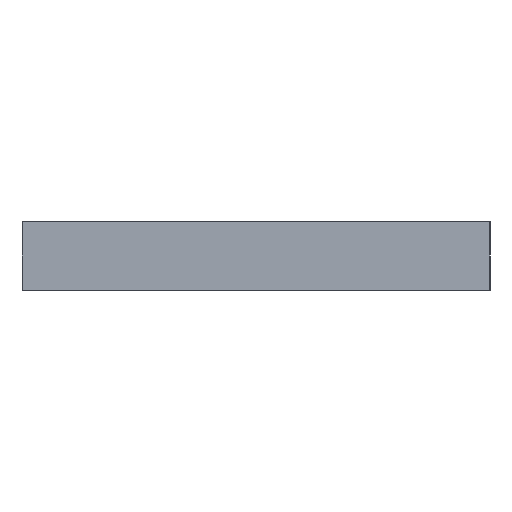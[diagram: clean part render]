
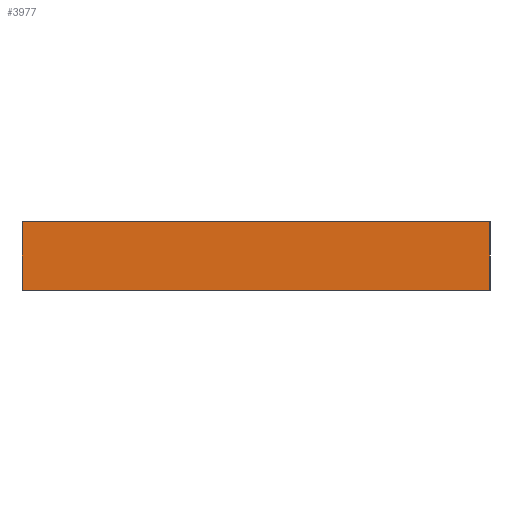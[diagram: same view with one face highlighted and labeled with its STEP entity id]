
A CAD part, left-side view. The second image highlights one B-rep face of the part: STEP entity #3977.
In plain terms, the highlighted planar face has unit normal (-1, 0, 0).
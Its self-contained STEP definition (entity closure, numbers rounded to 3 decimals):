
#4 = AXIS2_PLACEMENT_3D ( 'NONE', #3904, #3881, #3733 ) ;
#401 = VECTOR ( 'NONE', #2609, 1000. ) ;
#451 = CARTESIAN_POINT ( 'NONE',  ( -500., 10.25, 3. ) ) ;
#509 = CARTESIAN_POINT ( 'NONE',  ( -500., 10.25, 0. ) ) ;
#553 = CARTESIAN_POINT ( 'NONE',  ( -500., -10.25, 3. ) ) ;
#606 = LINE ( 'NONE', #2133, #401 ) ;
#671 = VECTOR ( 'NONE', #3382, 1000. ) ;
#762 = DIRECTION ( 'NONE',  ( 0., 0., -1. ) ) ;
#803 = ORIENTED_EDGE ( 'NONE', *, *, #2676, .T. ) ;
#811 = LINE ( 'NONE', #1969, #671 ) ;
#1073 = VECTOR ( 'NONE', #762, 1000. ) ;
#1224 = LINE ( 'NONE', #451, #1073 ) ;
#1418 = ORIENTED_EDGE ( 'NONE', *, *, #2727, .T. ) ;
#1527 = ORIENTED_EDGE ( 'NONE', *, *, #2847, .F. ) ;
#1825 = CARTESIAN_POINT ( 'NONE',  ( -500., 10.25, 3. ) ) ;
#1969 = CARTESIAN_POINT ( 'NONE',  ( -500., -10.25, 0. ) ) ;
#1978 = FACE_OUTER_BOUND ( 'NONE', #3712, .T. ) ;
#2133 = CARTESIAN_POINT ( 'NONE',  ( -500., -10.25, 3. ) ) ;
#2609 = DIRECTION ( 'NONE',  ( 0., 0., -1. ) ) ;
#2648 = VERTEX_POINT ( 'NONE', #553 ) ;
#2676 = EDGE_CURVE ( 'NONE', #3043, #3819, #1224, .T. ) ;
#2727 = EDGE_CURVE ( 'NONE', #3819, #2829, #811, .T. ) ;
#2758 = EDGE_CURVE ( 'NONE', #2648, #2829, #606, .T. ) ;
#2829 = VERTEX_POINT ( 'NONE', #3626 ) ;
#2847 = EDGE_CURVE ( 'NONE', #3043, #2648, #4027, .T. ) ;
#3043 = VERTEX_POINT ( 'NONE', #1825 ) ;
#3047 = DIRECTION ( 'NONE',  ( 0., -1., 0. ) ) ;
#3138 = CARTESIAN_POINT ( 'NONE',  ( -500., -10.25, 3. ) ) ;
#3382 = DIRECTION ( 'NONE',  ( 0., -1., 0. ) ) ;
#3626 = CARTESIAN_POINT ( 'NONE',  ( -500., -10.25, 0. ) ) ;
#3712 = EDGE_LOOP ( 'NONE', ( #1418, #4122, #1527, #803 ) ) ;
#3733 = DIRECTION ( 'NONE',  ( 0., 0., -1. ) ) ;
#3819 = VERTEX_POINT ( 'NONE', #509 ) ;
#3881 = DIRECTION ( 'NONE',  ( 1., 0., 0. ) ) ;
#3893 = VECTOR ( 'NONE', #3047, 1000. ) ;
#3904 = CARTESIAN_POINT ( 'NONE',  ( -500., -10.25, 3. ) ) ;
#3977 = ADVANCED_FACE ( 'NONE', ( #1978 ), #3987, .F. ) ;
#3987 = PLANE ( 'NONE',  #4 ) ;
#4027 = LINE ( 'NONE', #3138, #3893 ) ;
#4122 = ORIENTED_EDGE ( 'NONE', *, *, #2758, .F. ) ;
